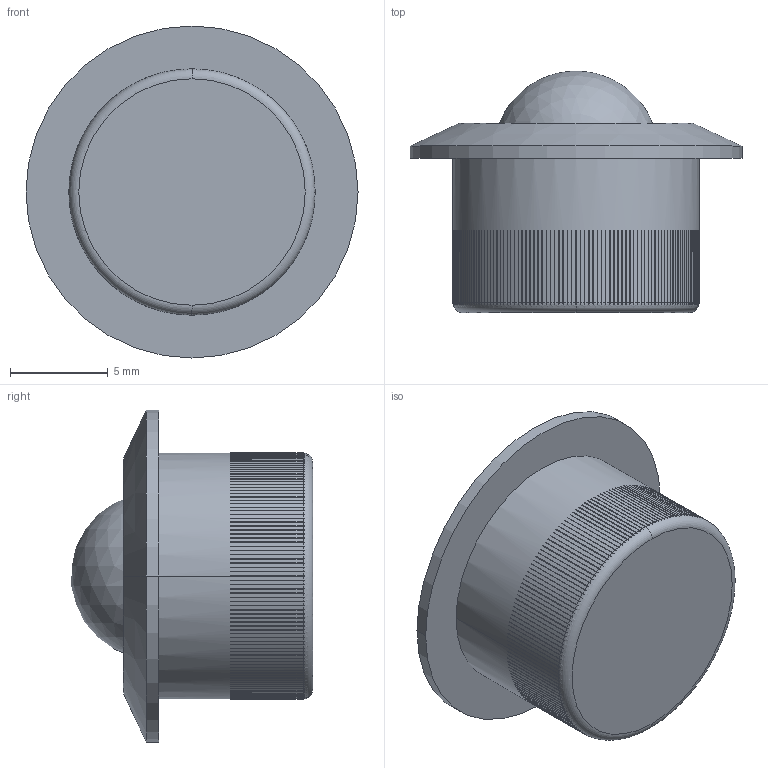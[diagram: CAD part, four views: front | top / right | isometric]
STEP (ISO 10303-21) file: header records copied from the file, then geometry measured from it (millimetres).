
FILE_DESCRIPTION(('STEP AP214'),'1');
FILE_NAME('HALDERN_EH_22753_0085.stp','2020-02-28T09:40:12',('TraceParts'),('TraceParts S.A.'),'Spatial InterOp 3D',' ',' ');
FILE_SCHEMA(('AUTOMOTIVE_DESIGN { 1 0 10303 214 1 1 1 1 }'));
Length unit declared in the file: millimetre
Products named in the file (1): HALDERN_EH_22753_0085
Bounding box: 17 x 12.37 x 17 mm (x, y, z)
Volume: 1379.3 mm3; surface area: 855.6 mm2
Topology: 1 solids, 1 shells, 555 faces, 1649 edges, 1099 vertices
Faces by surface type: plane 544, cylinder 6, cone 2, torus 2, sphere 1
Entity records: 25192 total; most frequent: CARTESIAN_POINT 6184, ORIENTED_EDGE 3298, DIRECTION 2782, EDGE_CURVE 1649, VERTEX_POINT 1099, AXIS2_PLACEMENT_3D 937, LINE 908, VECTOR 908
